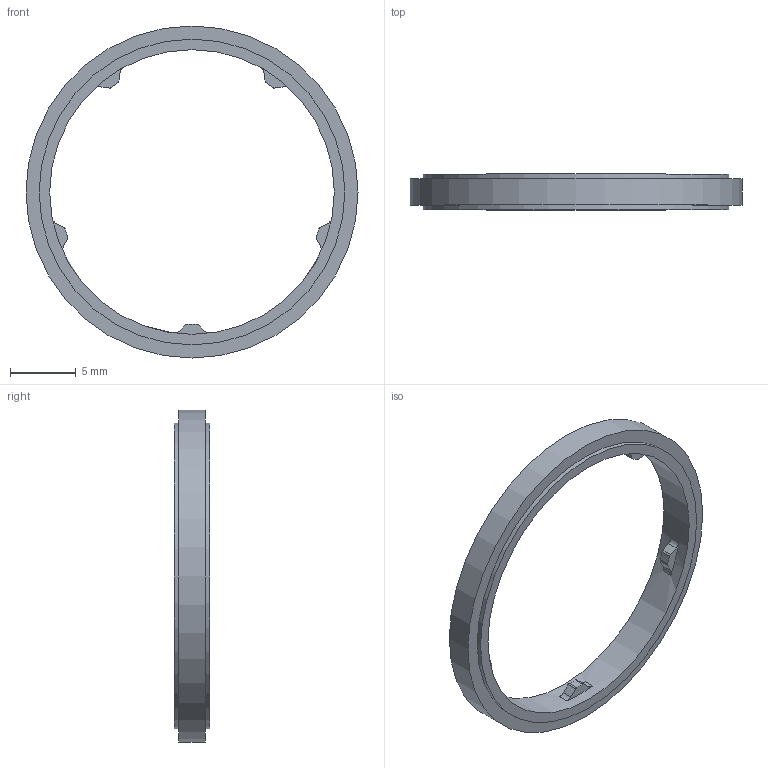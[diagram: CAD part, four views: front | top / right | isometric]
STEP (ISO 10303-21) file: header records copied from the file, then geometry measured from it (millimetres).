
FILE_DESCRIPTION(/* description */ ('STEP AP214'),/* implementation_level */ '2;1');
FILE_NAME(/* name */ '34637_OL-1_2',/* time_stamp */ '2024-09-12T17:17:47+02:00',/* author */ ('License CC BY-ND 4.0'),/* organization */ ('CADENAS'),/* preprocessor_version */ 'ST-DEVELOPER v19.3',/* originating_system */ 'PARTsolutions',/* authorisation */ ' ');
FILE_SCHEMA (('AUTOMOTIVE_DESIGN {1 0 10303 214 3 1 1}'));
Length unit declared in the file: millimetre
Products named in the file (1): 34637 OL-1/2
Bounding box: 25.2 x 2.7 x 25.2 mm (x, y, z)
Volume: 308.9 mm3; surface area: 671.3 mm2
Topology: 1 solids, 1 shells, 53 faces, 135 edges, 90 vertices
Faces by surface type: cylinder 29, plane 24
Full cylindrical faces by diameter (mm): 21.6 x1, 23.2 x2, 25.2 x1
Entity records: 1628 total; most frequent: DIRECTION 304, CARTESIAN_POINT 270, ORIENTED_EDGE 256, EDGE_CURVE 128, AXIS2_PLACEMENT_3D 122, VERTEX_POINT 88, CIRCLE 68, EDGE_LOOP 66
